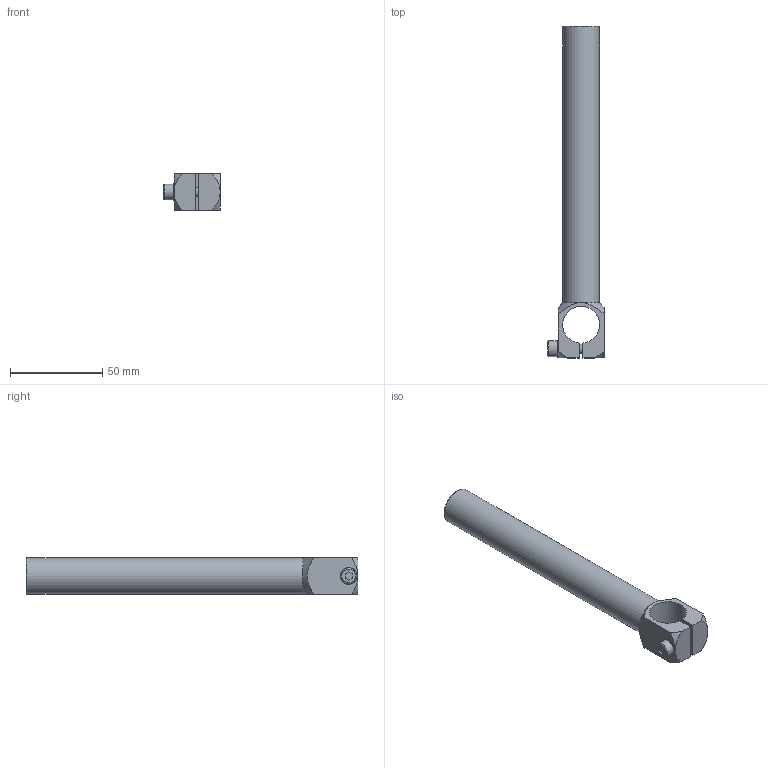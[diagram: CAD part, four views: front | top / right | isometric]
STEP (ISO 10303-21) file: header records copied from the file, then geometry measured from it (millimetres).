
FILE_DESCRIPTION(('STEP AP214'),'1');
FILE_NAME('Gripper.Angle.Arm..20-20.L.150_MA.WKA.2020.150.STEP.stp','2020-09-21T10:15:11',(' '),(' '),'Spatial InterOp 3D',' ',' ');
FILE_SCHEMA(('AUTOMOTIVE_DESIGN { 1 0 10303 214 1 1 1 1 }'));
Length unit declared in the file: millimetre
Products named in the file (4): Gripper.Angle.Arm..20-20.L.150_MA.WKA.2020.150.STEP
Assembly tree (3 placements, depth 2):
  Gripper.Angle.Arm..20-20.L.150_MA.WKA.2020.150.STEP
    Gripper.Angle.Arm..20-20.L.150_MA.WKA.2020.150.STEP
    Gripper.Angle.Arm..20-20.L.150_MA.WKA.2020.150.STEP
    Gripper.Angle.Arm..20-20.L.150_MA.WKA.2020.150.STEP
Bounding box: 30.5 x 180 x 20 mm (x, y, z)
Volume: 31139.1 mm3; surface area: 20777.4 mm2
Topology: 3 solids, 3 shells, 231 faces, 661 edges, 436 vertices
Faces by surface type: plane 211, cylinder 9, cone 8, torus 3
Full cylindrical faces by diameter (mm): 4.2 x1, 5 x1, 5.2 x1, 5.3 x1, 8.5 x1, 9 x1, 16 x1, 20 x1
Entity records: 9687 total; most frequent: CARTESIAN_POINT 1484, DIRECTION 1318, ORIENTED_EDGE 1294, EDGE_CURVE 647, AXIS2_PLACEMENT_3D 450, VERTEX_POINT 436, LINE 418, VECTOR 418
